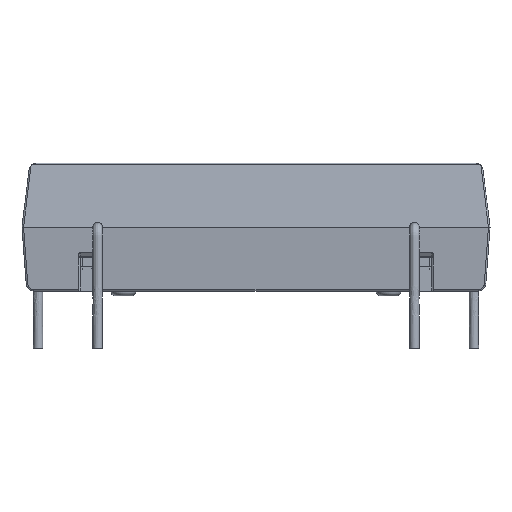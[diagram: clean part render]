
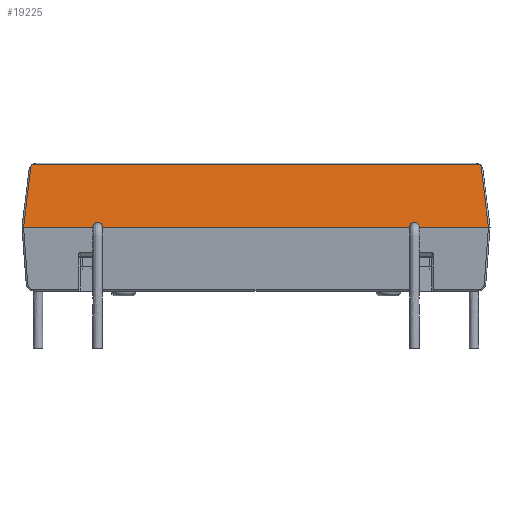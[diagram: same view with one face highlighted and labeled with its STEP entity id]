
A CAD part, front view. The second image highlights one B-rep face of the part: STEP entity #19225.
In plain terms, the highlighted planar face has unit normal (0, -0.993, 0.121).
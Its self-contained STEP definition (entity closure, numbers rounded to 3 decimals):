
#437=ELLIPSE('',#38192,0.504,0.5);
#438=ELLIPSE('',#38193,0.504,0.5);
#13576=LINE('',#60787,#15484);
#13577=LINE('',#60792,#15485);
#13578=LINE('',#60796,#15486);
#13579=LINE('',#60798,#15487);
#13580=LINE('',#60800,#15488);
#13581=LINE('',#60834,#15489);
#13582=LINE('',#60868,#15490);
#13583=LINE('',#60870,#15491);
#15484=VECTOR('',#43000,1.);
#15485=VECTOR('',#43003,1.);
#15486=VECTOR('',#43006,1.);
#15487=VECTOR('',#43007,1.);
#15488=VECTOR('',#43008,1.);
#15489=VECTOR('',#43009,1.);
#15490=VECTOR('',#43010,1.);
#15491=VECTOR('',#43011,1.);
#16764=PLANE('',#38194);
#17628=FACE_OUTER_BOUND('',#21167,.T.);
#19225=ADVANCED_FACE('',(#17628),#16764,.T.);
#21167=EDGE_LOOP('',(#25637,#25638,#25639,#25640,#25641,#25642,#25643,#25644,
#25645,#25646,#25647,#25648));
#25637=ORIENTED_EDGE('',*,*,#34500,.T.);
#25638=ORIENTED_EDGE('',*,*,#34501,.T.);
#25639=ORIENTED_EDGE('',*,*,#34502,.T.);
#25640=ORIENTED_EDGE('',*,*,#34503,.T.);
#25641=ORIENTED_EDGE('',*,*,#34504,.T.);
#25642=ORIENTED_EDGE('',*,*,#34505,.F.);
#25643=ORIENTED_EDGE('',*,*,#34506,.F.);
#25644=ORIENTED_EDGE('',*,*,#34507,.T.);
#25645=ORIENTED_EDGE('',*,*,#34508,.F.);
#25646=ORIENTED_EDGE('',*,*,#34509,.T.);
#25647=ORIENTED_EDGE('',*,*,#34510,.F.);
#25648=ORIENTED_EDGE('',*,*,#34511,.F.);
#31480=VERTEX_POINT('',#60788);
#31481=VERTEX_POINT('',#60789);
#31482=VERTEX_POINT('',#60791);
#31483=VERTEX_POINT('',#60793);
#31484=VERTEX_POINT('',#60795);
#31485=VERTEX_POINT('',#60797);
#31486=VERTEX_POINT('',#60799);
#31487=VERTEX_POINT('',#60801);
#31488=VERTEX_POINT('',#60833);
#31489=VERTEX_POINT('',#60835);
#31490=VERTEX_POINT('',#60867);
#31491=VERTEX_POINT('',#60869);
#34500=EDGE_CURVE('',#31480,#31481,#13576,.T.);
#34501=EDGE_CURVE('',#31481,#31482,#437,.T.);
#34502=EDGE_CURVE('',#31482,#31483,#13577,.T.);
#34503=EDGE_CURVE('',#31483,#31484,#438,.T.);
#34504=EDGE_CURVE('',#31484,#31485,#13578,.T.);
#34505=EDGE_CURVE('',#31486,#31485,#13579,.T.);
#34506=EDGE_CURVE('',#31487,#31486,#13580,.T.);
#34507=EDGE_CURVE('',#31487,#31488,#37043,.T.);
#34508=EDGE_CURVE('',#31489,#31488,#13581,.T.);
#34509=EDGE_CURVE('',#31489,#31490,#37044,.T.);
#34510=EDGE_CURVE('',#31491,#31490,#13582,.T.);
#34511=EDGE_CURVE('',#31480,#31491,#13583,.T.);
#37043=B_SPLINE_CURVE_WITH_KNOTS('',3,(#60802,#60803,#60804,#60805,#60806,
#60807,#60808,#60809,#60810,#60811,#60812,#60813,#60814,#60815,#60816,#60817,
#60818,#60819,#60820,#60821,#60822,#60823,#60824,#60825,#60826,#60827,#60828,
#60829,#60830,#60831,#60832),.UNSPECIFIED.,.F.,.F.,(4,3,3,3,3,3,3,3,3,3,
4),(0.,0.108,0.216,0.325,0.432,
0.537,0.646,0.749,0.858,
0.968,1.),.UNSPECIFIED.);
#37044=B_SPLINE_CURVE_WITH_KNOTS('',3,(#60836,#60837,#60838,#60839,#60840,
#60841,#60842,#60843,#60844,#60845,#60846,#60847,#60848,#60849,#60850,#60851,
#60852,#60853,#60854,#60855,#60856,#60857,#60858,#60859,#60860,#60861,#60862,
#60863,#60864,#60865,#60866),.UNSPECIFIED.,.F.,.F.,(4,3,3,3,3,3,3,3,3,3,
4),(0.,0.108,0.216,0.325,0.432,
0.537,0.646,0.749,0.858,
0.968,1.),.UNSPECIFIED.);
#38192=AXIS2_PLACEMENT_3D('',#60790,#43001,#43002);
#38193=AXIS2_PLACEMENT_3D('',#60794,#43004,#43005);
#38194=AXIS2_PLACEMENT_3D('',#60871,#43012,#43013);
#43000=DIRECTION('',(-0.12,0.12,0.985));
#43001=DIRECTION('',(0.,-0.993,0.121));
#43002=DIRECTION('',(0.,0.121,0.993));
#43003=DIRECTION('',(-1.,0.,0.));
#43004=DIRECTION('',(0.,-0.993,0.121));
#43005=DIRECTION('',(0.,-0.121,-0.993));
#43006=DIRECTION('',(-0.12,-0.12,-0.985));
#43007=DIRECTION('',(-1.,0.,0.));
#43008=DIRECTION('',(-1.,0.,0.));
#43009=DIRECTION('',(-1.,0.,0.));
#43010=DIRECTION('',(-1.,0.,0.));
#43011=DIRECTION('',(-1.,0.,0.));
#43012=DIRECTION('',(0.,-0.993,0.121));
#43013=DIRECTION('',(-1.,0.,0.));
#60787=CARTESIAN_POINT('',(14.193,-4.292,5.805));
#60788=CARTESIAN_POINT('',(14.901,-5.,0.));
#60789=CARTESIAN_POINT('',(14.42,-4.519,3.944));
#60790=CARTESIAN_POINT('',(14.057,-4.561,3.6));
#60791=CARTESIAN_POINT('',(14.34,-4.511,4.012));
#60792=CARTESIAN_POINT('',(0.,-4.511,4.012));
#60793=CARTESIAN_POINT('',(-14.34,-4.511,4.012));
#60794=CARTESIAN_POINT('',(-14.057,-4.561,3.6));
#60795=CARTESIAN_POINT('',(-14.42,-4.519,3.944));
#60796=CARTESIAN_POINT('',(-14.193,-4.292,5.805));
#60797=CARTESIAN_POINT('',(-14.901,-5.,0.));
#60798=CARTESIAN_POINT('',(-15.,-5.,0.));
#60799=CARTESIAN_POINT('',(-14.9,-5.,0.));
#60800=CARTESIAN_POINT('',(-15.,-5.,0.));
#60801=CARTESIAN_POINT('',(-10.45,-5.,0.));
#60802=CARTESIAN_POINT('',(-10.45,-5.,0.));
#60803=CARTESIAN_POINT('',(-10.45,-4.996,0.034));
#60804=CARTESIAN_POINT('',(-10.444,-4.992,0.068));
#60805=CARTESIAN_POINT('',(-10.433,-4.988,0.1));
#60806=CARTESIAN_POINT('',(-10.422,-4.984,0.131));
#60807=CARTESIAN_POINT('',(-10.405,-4.98,0.162));
#60808=CARTESIAN_POINT('',(-10.384,-4.977,0.188));
#60809=CARTESIAN_POINT('',(-10.362,-4.974,0.215));
#60810=CARTESIAN_POINT('',(-10.336,-4.971,0.238));
#60811=CARTESIAN_POINT('',(-10.307,-4.969,0.255));
#60812=CARTESIAN_POINT('',(-10.279,-4.967,0.273));
#60813=CARTESIAN_POINT('',(-10.247,-4.965,0.286));
#60814=CARTESIAN_POINT('',(-10.214,-4.964,0.293));
#60815=CARTESIAN_POINT('',(-10.181,-4.963,0.3));
#60816=CARTESIAN_POINT('',(-10.148,-4.963,0.302));
#60817=CARTESIAN_POINT('',(-10.115,-4.964,0.298));
#60818=CARTESIAN_POINT('',(-10.081,-4.964,0.294));
#60819=CARTESIAN_POINT('',(-10.047,-4.965,0.284));
#60820=CARTESIAN_POINT('',(-10.017,-4.967,0.269));
#60821=CARTESIAN_POINT('',(-9.988,-4.969,0.254));
#60822=CARTESIAN_POINT('',(-9.961,-4.971,0.235));
#60823=CARTESIAN_POINT('',(-9.938,-4.974,0.212));
#60824=CARTESIAN_POINT('',(-9.914,-4.977,0.188));
#60825=CARTESIAN_POINT('',(-9.894,-4.981,0.16));
#60826=CARTESIAN_POINT('',(-9.879,-4.984,0.129));
#60827=CARTESIAN_POINT('',(-9.864,-4.988,0.098));
#60828=CARTESIAN_POINT('',(-9.855,-4.992,0.064));
#60829=CARTESIAN_POINT('',(-9.851,-4.996,0.031));
#60830=CARTESIAN_POINT('',(-9.85,-4.998,0.02));
#60831=CARTESIAN_POINT('',(-9.85,-4.999,0.01));
#60832=CARTESIAN_POINT('',(-9.85,-5.,0.));
#60833=CARTESIAN_POINT('',(-9.85,-5.,0.));
#60834=CARTESIAN_POINT('',(-15.,-5.,0.));
#60835=CARTESIAN_POINT('',(9.85,-5.,0.));
#60836=CARTESIAN_POINT('',(9.85,-5.,0.));
#60837=CARTESIAN_POINT('',(9.85,-4.996,0.034));
#60838=CARTESIAN_POINT('',(9.856,-4.992,0.068));
#60839=CARTESIAN_POINT('',(9.867,-4.988,0.1));
#60840=CARTESIAN_POINT('',(9.878,-4.984,0.131));
#60841=CARTESIAN_POINT('',(9.895,-4.98,0.162));
#60842=CARTESIAN_POINT('',(9.916,-4.977,0.188));
#60843=CARTESIAN_POINT('',(9.938,-4.974,0.215));
#60844=CARTESIAN_POINT('',(9.964,-4.971,0.238));
#60845=CARTESIAN_POINT('',(9.993,-4.969,0.255));
#60846=CARTESIAN_POINT('',(10.021,-4.967,0.273));
#60847=CARTESIAN_POINT('',(10.053,-4.965,0.286));
#60848=CARTESIAN_POINT('',(10.086,-4.964,0.293));
#60849=CARTESIAN_POINT('',(10.119,-4.963,0.3));
#60850=CARTESIAN_POINT('',(10.152,-4.963,0.302));
#60851=CARTESIAN_POINT('',(10.185,-4.964,0.298));
#60852=CARTESIAN_POINT('',(10.219,-4.964,0.294));
#60853=CARTESIAN_POINT('',(10.253,-4.965,0.284));
#60854=CARTESIAN_POINT('',(10.283,-4.967,0.269));
#60855=CARTESIAN_POINT('',(10.312,-4.969,0.254));
#60856=CARTESIAN_POINT('',(10.339,-4.971,0.235));
#60857=CARTESIAN_POINT('',(10.362,-4.974,0.212));
#60858=CARTESIAN_POINT('',(10.386,-4.977,0.188));
#60859=CARTESIAN_POINT('',(10.406,-4.981,0.16));
#60860=CARTESIAN_POINT('',(10.421,-4.984,0.129));
#60861=CARTESIAN_POINT('',(10.436,-4.988,0.098));
#60862=CARTESIAN_POINT('',(10.445,-4.992,0.064));
#60863=CARTESIAN_POINT('',(10.449,-4.996,0.031));
#60864=CARTESIAN_POINT('',(10.45,-4.998,0.02));
#60865=CARTESIAN_POINT('',(10.45,-4.999,0.01));
#60866=CARTESIAN_POINT('',(10.45,-5.,0.));
#60867=CARTESIAN_POINT('',(10.45,-5.,0.));
#60868=CARTESIAN_POINT('',(-15.,-5.,0.));
#60869=CARTESIAN_POINT('',(14.9,-5.,0.));
#60870=CARTESIAN_POINT('',(-15.,-5.,0.));
#60871=CARTESIAN_POINT('',(0.,-4.5,4.1));
